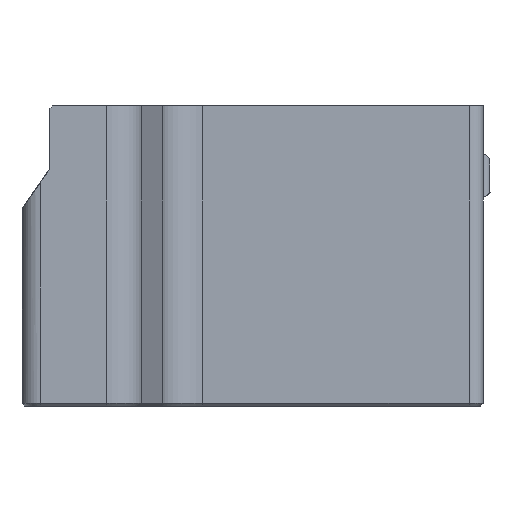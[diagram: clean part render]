
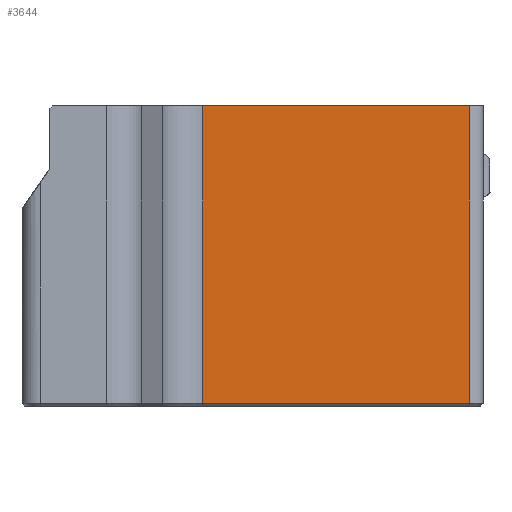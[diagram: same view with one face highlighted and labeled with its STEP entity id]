
A CAD part, left-side view. The second image highlights one B-rep face of the part: STEP entity #3644.
In plain terms, the highlighted planar face has unit normal (-1, 0, 0).
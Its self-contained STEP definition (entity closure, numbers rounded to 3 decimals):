
#168=PLANE('',#3997);
#334=FACE_OUTER_BOUND('',#560,.T.);
#560=EDGE_LOOP('',(#3006,#3007,#3008,#3009));
#667=LINE('',#5281,#1024);
#704=LINE('',#5404,#1061);
#847=LINE('',#5911,#1204);
#848=LINE('',#5912,#1205);
#1024=VECTOR('',#4159,10.);
#1061=VECTOR('',#4264,1.);
#1204=VECTOR('',#4811,5.9);
#1205=VECTOR('',#4812,10.);
#1522=VERTEX_POINT('',#5278);
#1523=VERTEX_POINT('',#5280);
#1575=VERTEX_POINT('',#5403);
#1737=VERTEX_POINT('',#5910);
#1876=EDGE_CURVE('',#1523,#1522,#667,.T.);
#1938=EDGE_CURVE('',#1575,#1523,#704,.T.);
#2191=EDGE_CURVE('',#1522,#1737,#847,.T.);
#2192=EDGE_CURVE('',#1575,#1737,#848,.T.);
#3006=ORIENTED_EDGE('',*,*,#2191,.T.);
#3007=ORIENTED_EDGE('',*,*,#2192,.F.);
#3008=ORIENTED_EDGE('',*,*,#1938,.T.);
#3009=ORIENTED_EDGE('',*,*,#1876,.T.);
#3644=ADVANCED_FACE('',(#334),#168,.T.);
#3997=AXIS2_PLACEMENT_3D('',#5909,#4809,#4810);
#4159=DIRECTION('',(0.,1.,0.));
#4264=DIRECTION('',(0.,0.,1.));
#4809=DIRECTION('center_axis',(-1.,0.,0.));
#4810=DIRECTION('ref_axis',(0.,1.,0.));
#4811=DIRECTION('',(0.,0.,-1.));
#4812=DIRECTION('',(0.,1.,0.));
#5278=CARTESIAN_POINT('',(-173.223,-214.873,-324.67));
#5280=CARTESIAN_POINT('',(-173.223,-252.976,-324.67));
#5281=CARTESIAN_POINT('',(-173.223,-223.476,-324.67));
#5403=CARTESIAN_POINT('',(-173.223,-252.976,-367.27));
#5404=CARTESIAN_POINT('',(-173.223,-252.976,-345.67));
#5909=CARTESIAN_POINT('Origin',(-173.223,-252.976,-368.67));
#5910=CARTESIAN_POINT('',(-173.223,-214.873,-367.27));
#5911=CARTESIAN_POINT('',(-173.223,-214.873,-368.67));
#5912=CARTESIAN_POINT('',(-173.223,-236.582,-367.27));
